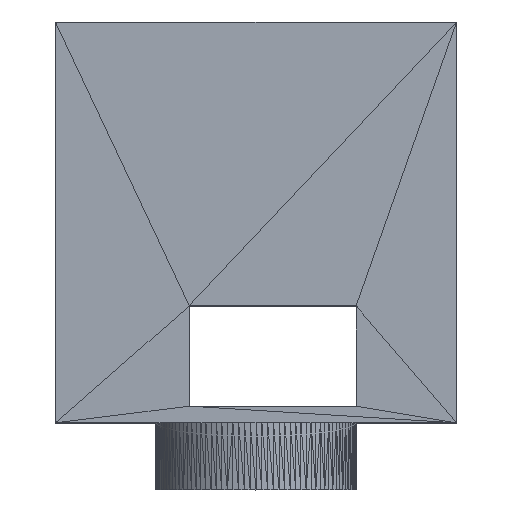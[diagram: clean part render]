
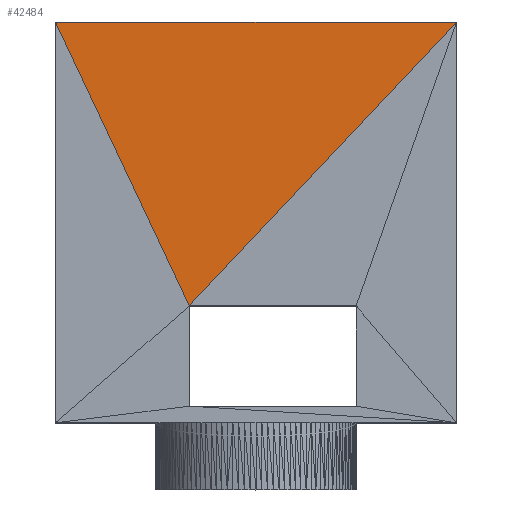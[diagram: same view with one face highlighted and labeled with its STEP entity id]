
A CAD part, top view. The second image highlights one B-rep face of the part: STEP entity #42484.
In plain terms, the highlighted planar face has unit normal (0, 0, -1).
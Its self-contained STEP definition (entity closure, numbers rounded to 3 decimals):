
#35410 = VERTEX_POINT('',#35411);
#35411 = CARTESIAN_POINT('',(-2.,-5.5,5.));
#35537 = PLANE('',#35538);
#35538 = AXIS2_PLACEMENT_3D('',#35539,#35540,#35541);
#35539 = CARTESIAN_POINT('',(2.585,-2.077,5.));
#35540 = DIRECTION('',(0.,0.,1.));
#35541 = DIRECTION('',(1.,0.,-0.));
#42433 = VERTEX_POINT('',#42434);
#42434 = CARTESIAN_POINT('',(6.,3.,5.));
#42459 = EDGE_CURVE('',#35410,#42433,#42460,.T.);
#42460 = SURFACE_CURVE('',#42461,(#42465,#42471),.PCURVE_S1.);
#42461 = LINE('',#42462,#42463);
#42462 = CARTESIAN_POINT('',(-2.,-5.5,5.));
#42463 = VECTOR('',#42464,1.);
#42464 = DIRECTION('',(0.685,0.728,0.));
#42465 = PCURVE('',#35537,#42466);
#42466 = DEFINITIONAL_REPRESENTATION('',(#42467),#42470);
#42467 = B_SPLINE_CURVE_WITH_KNOTS('',1,(#42468,#42469),.UNSPECIFIED.,
  .F.,.F.,(2,2),(0.,11.673),.PIECEWISE_BEZIER_KNOTS.);
#42468 = CARTESIAN_POINT('',(-4.585,-3.423));
#42469 = CARTESIAN_POINT('',(3.415,5.077));
#42470 = ( GEOMETRIC_REPRESENTATION_CONTEXT(2) 
PARAMETRIC_REPRESENTATION_CONTEXT() REPRESENTATION_CONTEXT('2D SPACE',''
  ) );
#42471 = PCURVE('',#42472,#42477);
#42472 = PLANE('',#42473);
#42473 = AXIS2_PLACEMENT_3D('',#42474,#42475,#42476);
#42474 = CARTESIAN_POINT('',(-0.43,0.292,5.));
#42475 = DIRECTION('',(0.,0.,1.));
#42476 = DIRECTION('',(1.,0.,-0.));
#42477 = DEFINITIONAL_REPRESENTATION('',(#42478),#42482);
#42478 = LINE('',#42479,#42480);
#42479 = CARTESIAN_POINT('',(-1.57,-5.792));
#42480 = VECTOR('',#42481,1.);
#42481 = DIRECTION('',(0.685,0.728));
#42482 = ( GEOMETRIC_REPRESENTATION_CONTEXT(2) 
PARAMETRIC_REPRESENTATION_CONTEXT() REPRESENTATION_CONTEXT('2D SPACE',''
  ) );
#42484 = ADVANCED_FACE('',(#42485),#42472,.F.);
#42485 = FACE_BOUND('',#42486,.F.);
#42486 = EDGE_LOOP('',(#42487,#42488,#42515));
#42487 = ORIENTED_EDGE('',*,*,#42459,.T.);
#42488 = ORIENTED_EDGE('',*,*,#42489,.F.);
#42489 = EDGE_CURVE('',#42490,#42433,#42492,.T.);
#42490 = VERTEX_POINT('',#42491);
#42491 = CARTESIAN_POINT('',(-6.,3.,5.));
#42492 = SURFACE_CURVE('',#42493,(#42497,#42503),.PCURVE_S1.);
#42493 = LINE('',#42494,#42495);
#42494 = CARTESIAN_POINT('',(-6.,3.,5.));
#42495 = VECTOR('',#42496,1.);
#42496 = DIRECTION('',(1.,0.,0.));
#42497 = PCURVE('',#42472,#42498);
#42498 = DEFINITIONAL_REPRESENTATION('',(#42499),#42502);
#42499 = B_SPLINE_CURVE_WITH_KNOTS('',1,(#42500,#42501),.UNSPECIFIED.,
  .F.,.F.,(2,2),(0.,12.),.PIECEWISE_BEZIER_KNOTS.);
#42500 = CARTESIAN_POINT('',(-5.57,2.708));
#42501 = CARTESIAN_POINT('',(6.43,2.708));
#42502 = ( GEOMETRIC_REPRESENTATION_CONTEXT(2) 
PARAMETRIC_REPRESENTATION_CONTEXT() REPRESENTATION_CONTEXT('2D SPACE',''
  ) );
#42503 = PCURVE('',#42504,#42509);
#42504 = PLANE('',#42505);
#42505 = AXIS2_PLACEMENT_3D('',#42506,#42507,#42508);
#42506 = CARTESIAN_POINT('',(0.049,3.,4.874));
#42507 = DIRECTION('',(0.,1.,0.));
#42508 = DIRECTION('',(0.,-0.,1.));
#42509 = DEFINITIONAL_REPRESENTATION('',(#42510),#42514);
#42510 = LINE('',#42511,#42512);
#42511 = CARTESIAN_POINT('',(0.126,-6.049));
#42512 = VECTOR('',#42513,1.);
#42513 = DIRECTION('',(0.,1.));
#42514 = ( GEOMETRIC_REPRESENTATION_CONTEXT(2) 
PARAMETRIC_REPRESENTATION_CONTEXT() REPRESENTATION_CONTEXT('2D SPACE',''
  ) );
#42515 = ORIENTED_EDGE('',*,*,#42516,.T.);
#42516 = EDGE_CURVE('',#42490,#35410,#42517,.T.);
#42517 = SURFACE_CURVE('',#42518,(#42522,#42529),.PCURVE_S1.);
#42518 = LINE('',#42519,#42520);
#42519 = CARTESIAN_POINT('',(-6.,3.,5.));
#42520 = VECTOR('',#42521,1.);
#42521 = DIRECTION('',(0.426,-0.905,0.));
#42522 = PCURVE('',#42472,#42523);
#42523 = DEFINITIONAL_REPRESENTATION('',(#42524),#42528);
#42524 = LINE('',#42525,#42526);
#42525 = CARTESIAN_POINT('',(-5.57,2.708));
#42526 = VECTOR('',#42527,1.);
#42527 = DIRECTION('',(0.426,-0.905));
#42528 = ( GEOMETRIC_REPRESENTATION_CONTEXT(2) 
PARAMETRIC_REPRESENTATION_CONTEXT() REPRESENTATION_CONTEXT('2D SPACE',''
  ) );
#42529 = PCURVE('',#42530,#42535);
#42530 = PLANE('',#42531);
#42531 = AXIS2_PLACEMENT_3D('',#42532,#42533,#42534);
#42532 = CARTESIAN_POINT('',(-0.43,0.292,5.));
#42533 = DIRECTION('',(0.,0.,1.));
#42534 = DIRECTION('',(1.,0.,-0.));
#42535 = DEFINITIONAL_REPRESENTATION('',(#42536),#42540);
#42536 = LINE('',#42537,#42538);
#42537 = CARTESIAN_POINT('',(-5.57,2.708));
#42538 = VECTOR('',#42539,1.);
#42539 = DIRECTION('',(0.426,-0.905));
#42540 = ( GEOMETRIC_REPRESENTATION_CONTEXT(2) 
PARAMETRIC_REPRESENTATION_CONTEXT() REPRESENTATION_CONTEXT('2D SPACE',''
  ) );
